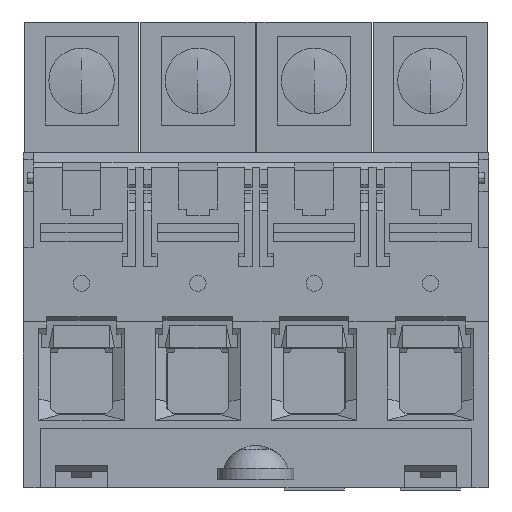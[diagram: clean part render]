
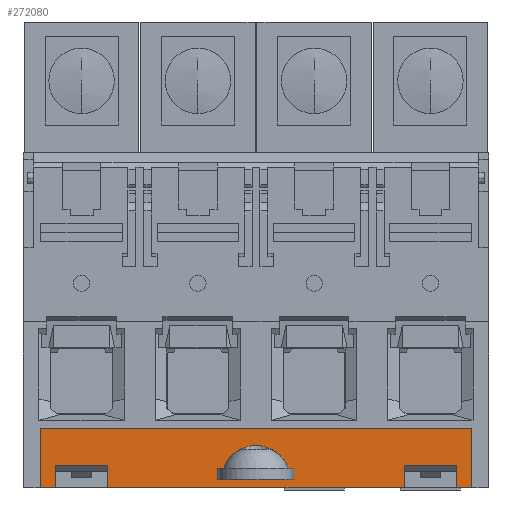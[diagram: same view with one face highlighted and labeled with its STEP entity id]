
A CAD part, front view. The second image highlights one B-rep face of the part: STEP entity #272080.
In plain terms, the highlighted face is planar.
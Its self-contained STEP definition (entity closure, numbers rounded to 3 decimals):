
#270580=CARTESIAN_POINT('',(42.787,28.865,
44.395));
#270590=DIRECTION('',(-1.,0.,0.));
#270600=DIRECTION('',(0.,-1.,0.));
#270610=AXIS2_PLACEMENT_3D('',#270580,#270590,#270600);
#270620=PLANE('',#270610);
#270630=CARTESIAN_POINT('',(42.787,27.914,
35.514));
#270640=DIRECTION('',(-1.,0.,0.));
#270650=DIRECTION('',(0.,0.,1.));
#270660=AXIS2_PLACEMENT_3D('',#270630,#270640,#270650);
#270670=CIRCLE('',#270660,5.25);
#270680=CARTESIAN_POINT('',(42.787,29.665,
40.464));
#270690=VERTEX_POINT('',#270680);
#270700=CARTESIAN_POINT('',(42.787,29.665,
30.564));
#270710=VERTEX_POINT('',#270700);
#270720=EDGE_CURVE('',#270690,#270710,#270670,.T.);
#270730=ORIENTED_EDGE('',*,*,#270720,.T.);
#270740=CARTESIAN_POINT('',(42.787,29.665,
-0.109));
#270750=DIRECTION('',(0.,0.,1.));
#270760=VECTOR('',#270750,1.);
#270770=LINE('',#270740,#270760);
#270780=CARTESIAN_POINT('',(42.787,29.665,
41.314));
#270790=VERTEX_POINT('',#270780);
#270800=EDGE_CURVE('',#270690,#270790,#270770,.T.);
#270810=ORIENTED_EDGE('',*,*,#270800,.F.);
#270820=CARTESIAN_POINT('',(42.787,44.07,
41.314));
#270830=DIRECTION('',(0.,-1.,0.));
#270840=VECTOR('',#270830,1.);
#270850=LINE('',#270820,#270840);
#270860=CARTESIAN_POINT('',(42.787,27.965,
41.314));
#270870=VERTEX_POINT('',#270860);
#270880=EDGE_CURVE('',#270790,#270870,#270850,.T.);
#270890=ORIENTED_EDGE('',*,*,#270880,.F.);
#270900=CARTESIAN_POINT('',(42.787,27.965,
-0.109));
#270910=DIRECTION('',(0.,0.,1.));
#270920=VECTOR('',#270910,1.);
#270930=LINE('',#270900,#270920);
#270940=CARTESIAN_POINT('',(42.787,27.965,
29.714));
#270950=VERTEX_POINT('',#270940);
#270960=EDGE_CURVE('',#270950,#270870,#270930,.T.);
#270970=ORIENTED_EDGE('',*,*,#270960,.T.);
#270980=CARTESIAN_POINT('',(42.787,44.07,
29.714));
#270990=DIRECTION('',(0.,-1.,0.));
#271000=VECTOR('',#270990,1.);
#271010=LINE('',#270980,#271000);
#271020=CARTESIAN_POINT('',(42.787,29.665,
29.714));
#271030=VERTEX_POINT('',#271020);
#271040=EDGE_CURVE('',#271030,#270950,#271010,.T.);
#271050=ORIENTED_EDGE('',*,*,#271040,.T.);
#271060=EDGE_CURVE('',#271030,#270710,#270770,.T.);
#271070=ORIENTED_EDGE('',*,*,#271060,.F.);
#271080=EDGE_LOOP('',(#271070,#271050,#270970,#270890,#270810,#270730));
#271090=FACE_BOUND('',#271080,.T.);
#271100=CARTESIAN_POINT('',(42.787,44.07,
58.205));
#271110=DIRECTION('',(0.,1.,0.));
#271120=VECTOR('',#271110,1.);
#271130=LINE('',#271100,#271120);
#271140=CARTESIAN_POINT('',(42.787,26.715,
58.205));
#271150=VERTEX_POINT('',#271140);
#271160=CARTESIAN_POINT('',(42.787,30.106,
58.205));
#271170=VERTEX_POINT('',#271160);
#271180=EDGE_CURVE('',#271150,#271170,#271130,.T.);
#271190=ORIENTED_EDGE('',*,*,#271180,.F.);
#271200=CARTESIAN_POINT('',(42.787,30.106,
-0.109));
#271210=DIRECTION('',(0.,0.,1.));
#271220=VECTOR('',#271210,1.);
#271230=LINE('',#271200,#271220);
#271240=CARTESIAN_POINT('',(42.787,30.106,
66.205));
#271250=VERTEX_POINT('',#271240);
#271260=EDGE_CURVE('',#271170,#271250,#271230,.T.);
#271270=ORIENTED_EDGE('',*,*,#271260,.F.);
#271280=CARTESIAN_POINT('',(42.787,44.07,
66.205));
#271290=DIRECTION('',(0.,-1.,0.));
#271300=VECTOR('',#271290,1.);
#271310=LINE('',#271280,#271300);
#271320=CARTESIAN_POINT('',(42.787,26.715,
66.205));
#271330=VERTEX_POINT('',#271320);
#271340=EDGE_CURVE('',#271250,#271330,#271310,.T.);
#271350=ORIENTED_EDGE('',*,*,#271340,.F.);
#271360=CARTESIAN_POINT('',(42.787,26.715,
-0.109));
#271370=DIRECTION('',(0.,0.,1.));
#271380=VECTOR('',#271370,1.);
#271390=LINE('',#271360,#271380);
#271400=CARTESIAN_POINT('',(42.787,26.715,
68.521));
#271410=VERTEX_POINT('',#271400);
#271420=EDGE_CURVE('',#271330,#271410,#271390,.T.);
#271430=ORIENTED_EDGE('',*,*,#271420,.F.);
#271440=CARTESIAN_POINT('',(42.787,44.07,
68.521));
#271450=DIRECTION('',(0.,1.,0.));
#271460=VECTOR('',#271450,1.);
#271470=LINE('',#271440,#271460);
#271480=CARTESIAN_POINT('',(42.787,35.856,
68.521));
#271490=VERTEX_POINT('',#271480);
#271500=EDGE_CURVE('',#271410,#271490,#271470,.T.);
#271510=ORIENTED_EDGE('',*,*,#271500,.F.);
#271520=CARTESIAN_POINT('',(42.787,35.856,
-0.109));
#271530=DIRECTION('',(0.,0.,-1.));
#271540=VECTOR('',#271530,1.);
#271550=LINE('',#271520,#271540);
#271560=CARTESIAN_POINT('',(42.787,35.856,
2.47));
#271570=VERTEX_POINT('',#271560);
#271580=EDGE_CURVE('',#271490,#271570,#271550,.T.);
#271590=ORIENTED_EDGE('',*,*,#271580,.F.);
#271600=CARTESIAN_POINT('',(42.787,44.07,
2.47));
#271610=DIRECTION('',(0.,-1.,0.));
#271620=VECTOR('',#271610,1.);
#271630=LINE('',#271600,#271620);
#271640=CARTESIAN_POINT('',(42.787,26.715,
2.47));
#271650=VERTEX_POINT('',#271640);
#271660=EDGE_CURVE('',#271570,#271650,#271630,.T.);
#271670=ORIENTED_EDGE('',*,*,#271660,.F.);
#271680=CARTESIAN_POINT('',(42.787,26.715,
-0.109));
#271690=DIRECTION('',(0.,0.,1.));
#271700=VECTOR('',#271690,1.);
#271710=LINE('',#271680,#271700);
#271720=CARTESIAN_POINT('',(42.787,26.715,
4.805));
#271730=VERTEX_POINT('',#271720);
#271740=EDGE_CURVE('',#271650,#271730,#271710,.T.);
#271750=ORIENTED_EDGE('',*,*,#271740,.F.);
#271760=CARTESIAN_POINT('',(42.787,44.07,
4.805));
#271770=DIRECTION('',(0.,1.,0.));
#271780=VECTOR('',#271770,1.);
#271790=LINE('',#271760,#271780);
#271800=CARTESIAN_POINT('',(42.787,30.106,
4.805));
#271810=VERTEX_POINT('',#271800);
#271820=EDGE_CURVE('',#271730,#271810,#271790,.T.);
#271830=ORIENTED_EDGE('',*,*,#271820,.F.);
#271840=CARTESIAN_POINT('',(42.787,30.106,
-0.109));
#271850=DIRECTION('',(0.,0.,1.));
#271860=VECTOR('',#271850,1.);
#271870=LINE('',#271840,#271860);
#271880=CARTESIAN_POINT('',(42.787,30.106,
12.805));
#271890=VERTEX_POINT('',#271880);
#271900=EDGE_CURVE('',#271810,#271890,#271870,.T.);
#271910=ORIENTED_EDGE('',*,*,#271900,.F.);
#271920=CARTESIAN_POINT('',(42.787,44.07,
12.805));
#271930=DIRECTION('',(0.,-1.,0.));
#271940=VECTOR('',#271930,1.);
#271950=LINE('',#271920,#271940);
#271960=CARTESIAN_POINT('',(42.787,26.715,
12.805));
#271970=VERTEX_POINT('',#271960);
#271980=EDGE_CURVE('',#271890,#271970,#271950,.T.);
#271990=ORIENTED_EDGE('',*,*,#271980,.F.);
#272000=CARTESIAN_POINT('',(42.787,26.715,
-0.109));
#272010=DIRECTION('',(0.,0.,1.));
#272020=VECTOR('',#272010,1.);
#272030=LINE('',#272000,#272020);
#272040=EDGE_CURVE('',#271970,#271150,#272030,.T.);
#272050=ORIENTED_EDGE('',*,*,#272040,.F.);
#272060=EDGE_LOOP('',(#272050,#271990,#271910,#271830,#271750,#271670,
#271590,#271510,#271430,#271350,#271270,#271190));
#272070=FACE_OUTER_BOUND('',#272060,.T.);
#272080=ADVANCED_FACE('',(#271090,#272070),#270620,.F.);
